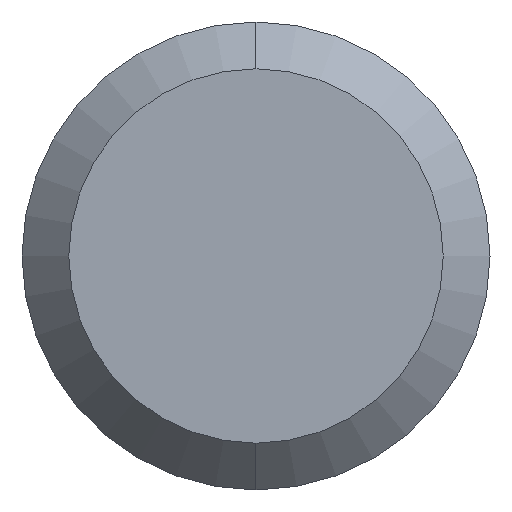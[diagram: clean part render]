
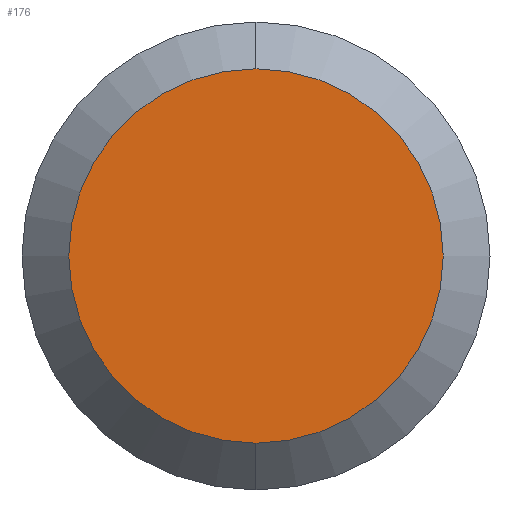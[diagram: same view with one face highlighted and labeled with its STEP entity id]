
A CAD part, left-side view. The second image highlights one B-rep face of the part: STEP entity #176.
In plain terms, the highlighted planar face has unit normal (-1, 0, 0).
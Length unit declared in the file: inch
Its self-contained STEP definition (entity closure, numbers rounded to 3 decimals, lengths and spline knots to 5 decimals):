
#4 = CARTESIAN_POINT ( 'NONE',  ( -10., 0., 0. ) ) ;
#5 = AXIS2_PLACEMENT_3D ( 'NONE', #4, #9, #8 ) ;
#8 = DIRECTION ( 'NONE',  ( 0., 0., -1. ) ) ;
#9 = DIRECTION ( 'NONE',  ( 1., 0., 0. ) ) ;
#11 = PLANE ( 'NONE',  #5 ) ;
#12 = FACE_OUTER_BOUND ( 'NONE', #178, .T. ) ;
#18 = CIRCLE ( 'NONE', #26, 0.1 ) ;
#19 = CARTESIAN_POINT ( 'NONE',  ( -10., 0., 0. ) ) ;
#24 = DIRECTION ( 'NONE',  ( 0., 0., -1. ) ) ;
#25 = DIRECTION ( 'NONE',  ( -1., 0., 0. ) ) ;
#26 = AXIS2_PLACEMENT_3D ( 'NONE', #19, #25, #24 ) ;
#129 = EDGE_CURVE ( 'NONE', #135, #137, #209, .T. ) ;
#135 = VERTEX_POINT ( 'NONE', #227 ) ;
#137 = VERTEX_POINT ( 'NONE', #236 ) ;
#156 = ORIENTED_EDGE ( 'NONE', *, *, #129, .T. ) ;
#175 = ORIENTED_EDGE ( 'NONE', *, *, #177, .T. ) ;
#176 = ADVANCED_FACE ( 'NONE', ( #12 ), #11, .F. ) ;
#177 = EDGE_CURVE ( 'NONE', #137, #135, #18, .T. ) ;
#178 = EDGE_LOOP ( 'NONE', ( #175, #156 ) ) ;
#186 = DIRECTION ( 'NONE',  ( -1., 0., 0. ) ) ;
#187 = CARTESIAN_POINT ( 'NONE',  ( -10., 0., 0. ) ) ;
#188 = AXIS2_PLACEMENT_3D ( 'NONE', #187, #186, #192 ) ;
#192 = DIRECTION ( 'NONE',  ( 0., 0., -1. ) ) ;
#209 = CIRCLE ( 'NONE', #188, 0.1 ) ;
#227 = CARTESIAN_POINT ( 'NONE',  ( -10., 0., 0.1 ) ) ;
#236 = CARTESIAN_POINT ( 'NONE',  ( -10., 0., -0.1 ) ) ;
